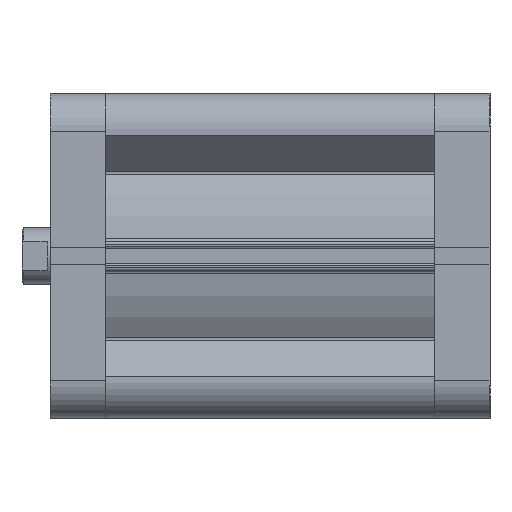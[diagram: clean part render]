
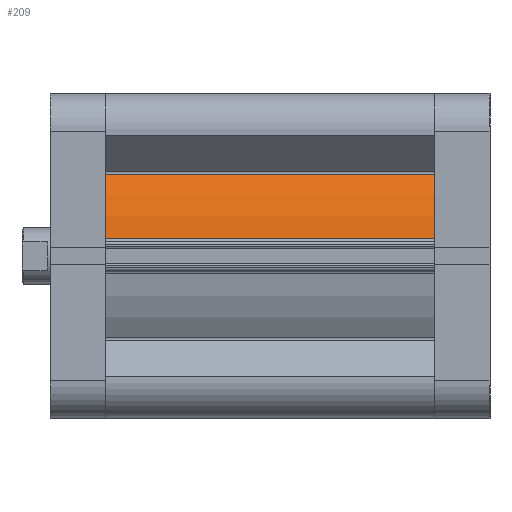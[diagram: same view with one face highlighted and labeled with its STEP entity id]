
A CAD part, front view. The second image highlights one B-rep face of the part: STEP entity #209.
In plain terms, the highlighted cylindrical face has radius 53.5 mm (diameter 107 mm), a partial arc.
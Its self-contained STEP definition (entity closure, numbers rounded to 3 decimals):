
#209 = ADVANCED_FACE ( 'NONE', ( #4609 ), #4612, .T. ) ;
#1221 = ORIENTED_EDGE ( 'NONE', *, *, #10384, .T. ) ;
#1222 = ORIENTED_EDGE ( 'NONE', *, *, #10395, .F. ) ;
#1227 = ORIENTED_EDGE ( 'NONE', *, *, #10386, .T. ) ;
#1229 = ORIENTED_EDGE ( 'NONE', *, *, #10385, .T. ) ;
#1598 = VERTEX_POINT ( 'NONE', #6483 ) ;
#1898 = VERTEX_POINT ( 'NONE', #6781 ) ;
#1909 = VERTEX_POINT ( 'NONE', #6792 ) ;
#1962 = VERTEX_POINT ( 'NONE', #6845 ) ;
#2966 = EDGE_LOOP ( 'NONE', ( #1229, #1227, #1222, #1221 ) ) ;
#3839 = AXIS2_PLACEMENT_3D ( 'NONE', #5858, #5857, #5856 ) ;
#4019 = AXIS2_PLACEMENT_3D ( 'NONE', #7158, #7159, #7160 ) ;
#4026 = AXIS2_PLACEMENT_3D ( 'NONE', #7175, #7183, #7184 ) ;
#4609 = FACE_OUTER_BOUND ( 'NONE', #2966, .T. ) ;
#4612 = CYLINDRICAL_SURFACE ( 'NONE', #3839, 53.5 ) ;
#4981 = VECTOR ( 'NONE', #7162, 1000. ) ;
#4982 = LINE ( 'NONE', #7156, #4983 ) ;
#4983 = VECTOR ( 'NONE', #7157, 1000. ) ;
#4985 = LINE ( 'NONE', #7161, #4981 ) ;
#4990 = CIRCLE ( 'NONE', #4019, 53.5 ) ;
#5004 = CIRCLE ( 'NONE', #4026, 53.5 ) ;
#5856 = DIRECTION ( 'NONE',  ( -1., 0., 0. ) ) ;
#5857 = DIRECTION ( 'NONE',  ( 0., 0., -1. ) ) ;
#5858 = CARTESIAN_POINT ( 'NONE',  ( 0., 0., 117.5 ) ) ;
#6483 = CARTESIAN_POINT ( 'NONE',  ( 6.135, -53.147, 0. ) ) ;
#6781 = CARTESIAN_POINT ( 'NONE',  ( 28.996, -44.961, 0. ) ) ;
#6792 = CARTESIAN_POINT ( 'NONE',  ( 6.135, -53.147, 117.5 ) ) ;
#6845 = CARTESIAN_POINT ( 'NONE',  ( 28.996, -44.961, 117.5 ) ) ;
#7156 = CARTESIAN_POINT ( 'NONE',  ( 6.135, -53.147, 117.5 ) ) ;
#7157 = DIRECTION ( 'NONE',  ( 0., 0., -1. ) ) ;
#7158 = CARTESIAN_POINT ( 'NONE',  ( 0., 0., 0. ) ) ;
#7159 = DIRECTION ( 'NONE',  ( 0., 0., 1. ) ) ;
#7160 = DIRECTION ( 'NONE',  ( 1., 0., 0. ) ) ;
#7161 = CARTESIAN_POINT ( 'NONE',  ( 28.996, -44.961, 117.5 ) ) ;
#7162 = DIRECTION ( 'NONE',  ( 0., 0., 1. ) ) ;
#7175 = CARTESIAN_POINT ( 'NONE',  ( 0., 0., 117.5 ) ) ;
#7183 = DIRECTION ( 'NONE',  ( 0., 0., 1. ) ) ;
#7184 = DIRECTION ( 'NONE',  ( 1., 0., 0. ) ) ;
#10384 = EDGE_CURVE ( 'NONE', #1909, #1598, #4982, .T. ) ;
#10385 = EDGE_CURVE ( 'NONE', #1598, #1898, #4990, .T. ) ;
#10386 = EDGE_CURVE ( 'NONE', #1898, #1962, #4985, .T. ) ;
#10395 = EDGE_CURVE ( 'NONE', #1909, #1962, #5004, .T. ) ;
